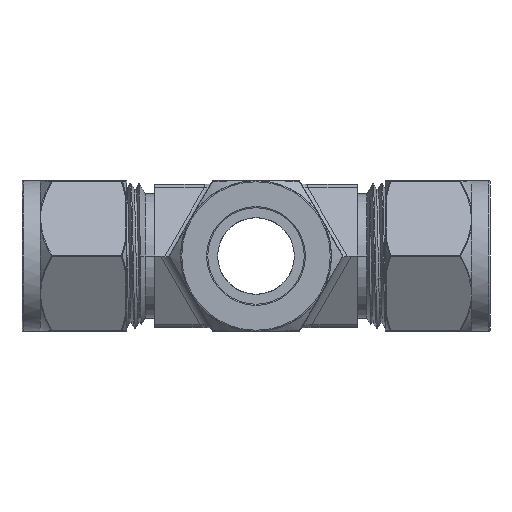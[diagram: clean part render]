
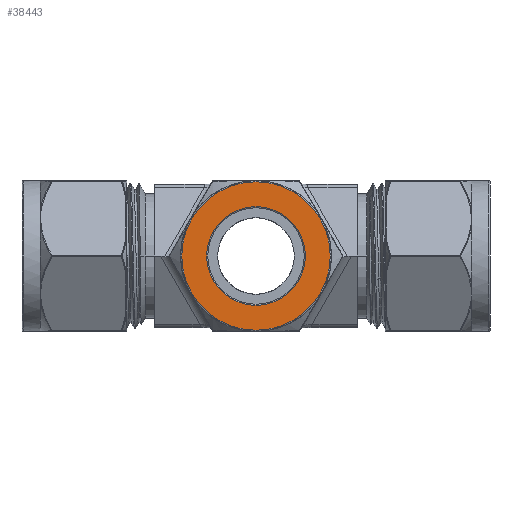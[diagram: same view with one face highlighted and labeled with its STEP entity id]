
A CAD part, front view. The second image highlights one B-rep face of the part: STEP entity #38443.
In plain terms, the highlighted face is planar.
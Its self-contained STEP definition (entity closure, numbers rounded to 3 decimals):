
#35398=CARTESIAN_POINT('',(0.,0.,0.));
#35399=DIRECTION('',(-1.,0.,0.));
#35400=DIRECTION('',(0.,1.,0.));
#35401=AXIS2_PLACEMENT_3D('',#35398,#35399,#35400);
#35403=CARTESIAN_POINT('',(0.,0.,0.));
#35404=DIRECTION('',(-1.,0.,0.));
#35405=DIRECTION('',(0.,-1.,0.));
#35406=AXIS2_PLACEMENT_3D('',#35403,#35404,#35405);
#35408=CARTESIAN_POINT('',(0.,0.,0.));
#35409=DIRECTION('',(1.,0.,0.));
#35410=DIRECTION('',(0.,0.,-1.));
#35411=AXIS2_PLACEMENT_3D('',#35408,#35409,#35410);
#35413=CARTESIAN_POINT('',(0.,0.,0.));
#35414=DIRECTION('',(1.,0.,0.));
#35415=DIRECTION('',(0.,0.,1.));
#35416=AXIS2_PLACEMENT_3D('',#35413,#35414,#35415);
#38257=CARTESIAN_POINT('',(0.,8.188,0.));
#38258=CARTESIAN_POINT('',(0.,-8.188,0.));
#38259=VERTEX_POINT('',#38257);
#38260=VERTEX_POINT('',#38258);
#38415=CARTESIAN_POINT('',(0.,0.,-12.313));
#38416=CARTESIAN_POINT('',(0.,0.,12.313));
#38417=VERTEX_POINT('',#38415);
#38418=VERTEX_POINT('',#38416);
#38426=CARTESIAN_POINT('',(0.,0.,0.));
#38427=DIRECTION('',(1.,0.,0.));
#38428=DIRECTION('',(0.,-1.,0.));
#38429=AXIS2_PLACEMENT_3D('',#38426,#38427,#38428);
#38430=PLANE('',#38429);
#38432=ORIENTED_EDGE('',*,*,#38431,.F.);
#38434=ORIENTED_EDGE('',*,*,#38433,.F.);
#38435=EDGE_LOOP('',(#38432,#38434));
#38436=FACE_OUTER_BOUND('',#38435,.F.);
#38438=ORIENTED_EDGE('',*,*,#38437,.F.);
#38440=ORIENTED_EDGE('',*,*,#38439,.F.);
#38441=EDGE_LOOP('',(#38438,#38440));
#38442=FACE_BOUND('',#38441,.F.);
#35402=CIRCLE('',#35401,8.188);
#35407=CIRCLE('',#35406,8.188);
#35412=CIRCLE('',#35411,12.313);
#35417=CIRCLE('',#35416,12.313);
#38431=EDGE_CURVE('',#38417,#38418,#35412,.T.);
#38433=EDGE_CURVE('',#38418,#38417,#35417,.T.);
#38437=EDGE_CURVE('',#38259,#38260,#35402,.T.);
#38439=EDGE_CURVE('',#38260,#38259,#35407,.T.);
#38443=ADVANCED_FACE('',(#38436,#38442),#38430,.T.);
